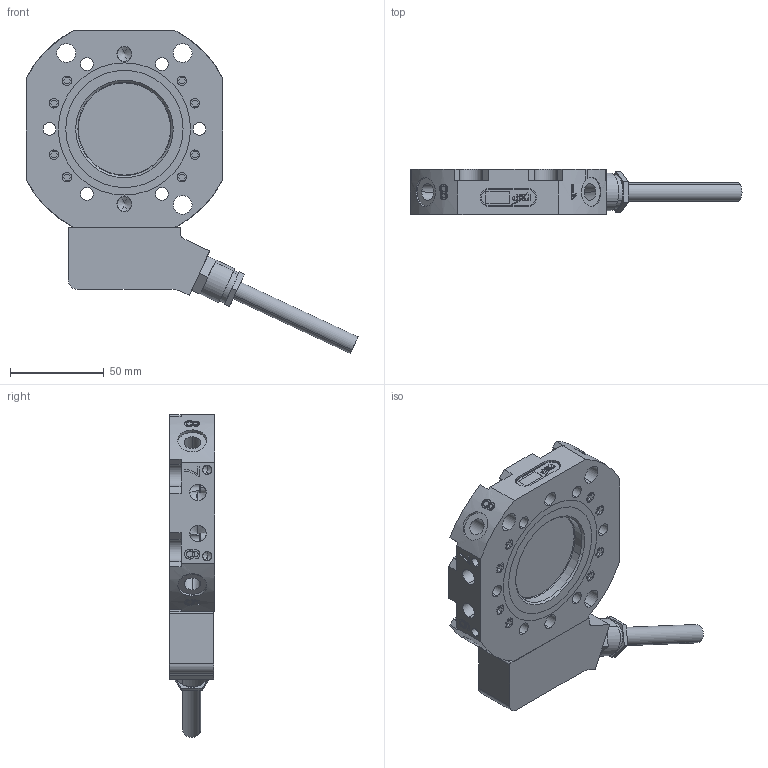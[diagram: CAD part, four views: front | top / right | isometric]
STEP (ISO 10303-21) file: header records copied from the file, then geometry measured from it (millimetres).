
FILE_DESCRIPTION (( 'STEP AP203' ), '1' );
FILE_NAME ('P1304.STEP', '2018-11-29T15:25:59', ( 'rsp' ), ( 'Hewlett-Packard Company' ), 'SwSTEP 2.0', 'SolidWorks 2017', '' );
FILE_SCHEMA (( 'CONFIG_CONTROL_DESIGN' ));
Length unit declared in the file: millimetre
Products named in the file (1): P1304
Bounding box: 177.06 x 24.3 x 172.22 mm (x, y, z)
Volume: 223388.1 mm3; surface area: 77195 mm2
Topology: 31 solids, 32 shells, 1036 faces, 2510 edges, 1567 vertices
Faces by surface type: cylinder 387, plane 370, cone 158, bspline 99, torus 22
Entity records: 35757 total; most frequent: CARTESIAN_POINT 11704, DIRECTION 4929, ORIENTED_EDGE 4908, EDGE_CURVE 2454, AXIS2_PLACEMENT_3D 1809, VERTEX_POINT 1567, VECTOR 1311, LINE 1311
